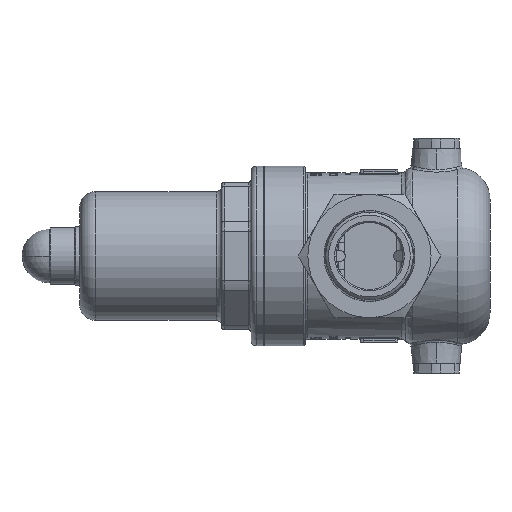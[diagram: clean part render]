
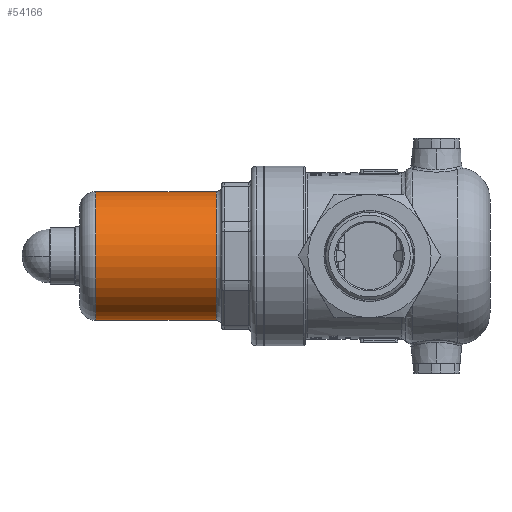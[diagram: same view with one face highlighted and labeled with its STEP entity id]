
A CAD part, left-side view. The second image highlights one B-rep face of the part: STEP entity #54166.
In plain terms, the highlighted cylindrical face has radius 24 mm (diameter 48 mm), a partial arc.
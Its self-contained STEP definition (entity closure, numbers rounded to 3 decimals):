
#2629 = CARTESIAN_POINT ( 'NONE',  ( 0., 102.2, -24. ) ) ;
#5164 = FACE_OUTER_BOUND ( 'NONE', #13937, .T. ) ;
#5250 = CYLINDRICAL_SURFACE ( 'NONE', #17178, 24. ) ;
#5253 = CARTESIAN_POINT ( 'NONE',  ( 0., 143.157, 0. ) ) ;
#5279 = DIRECTION ( 'NONE',  ( 0., 1., 0. ) ) ;
#5280 = DIRECTION ( 'NONE',  ( 0., 0., 1. ) ) ;
#6450 = CARTESIAN_POINT ( 'NONE',  ( 0., 57.2, -24. ) ) ;
#6473 = CARTESIAN_POINT ( 'NONE',  ( 0., 102.2, 24. ) ) ;
#6494 = CARTESIAN_POINT ( 'NONE',  ( 0., 57.2, 24. ) ) ;
#9879 = EDGE_CURVE ( 'NONE', #51674, #25009, #15464, .T. ) ;
#13937 = EDGE_LOOP ( 'NONE', ( #44156, #44794, #44160, #43525 ) ) ;
#15464 = CIRCLE ( 'NONE', #15933, 24. ) ;
#15933 = AXIS2_PLACEMENT_3D ( 'NONE', #52432, #52433, #52434 ) ;
#17096 = AXIS2_PLACEMENT_3D ( 'NONE', #25918, #25919, #25920 ) ;
#17135 = CIRCLE ( 'NONE', #17096, 24. ) ;
#17178 = AXIS2_PLACEMENT_3D ( 'NONE', #5253, #5279, #5280 ) ;
#17359 = VECTOR ( 'NONE', #48891, 1000. ) ;
#17422 = VECTOR ( 'NONE', #34380, 1000. ) ;
#24911 = VERTEX_POINT ( 'NONE', #6450 ) ;
#25009 = VERTEX_POINT ( 'NONE', #6473 ) ;
#25117 = VERTEX_POINT ( 'NONE', #6494 ) ;
#25918 = CARTESIAN_POINT ( 'NONE',  ( 0., 57.2, 0. ) ) ;
#25919 = DIRECTION ( 'NONE',  ( 0., 1., 0. ) ) ;
#25920 = DIRECTION ( 'NONE',  ( 0., 0., 1. ) ) ;
#34378 = LINE ( 'NONE', #34379, #17422 ) ;
#34379 = CARTESIAN_POINT ( 'NONE',  ( 0., 143.157, -24. ) ) ;
#34380 = DIRECTION ( 'NONE',  ( 0., 1., 0. ) ) ;
#43525 = ORIENTED_EDGE ( 'NONE', *, *, #9879, .F. ) ;
#44156 = ORIENTED_EDGE ( 'NONE', *, *, #54309, .F. ) ;
#44160 = ORIENTED_EDGE ( 'NONE', *, *, #54329, .T. ) ;
#44794 = ORIENTED_EDGE ( 'NONE', *, *, #54135, .T. ) ;
#48888 = LINE ( 'NONE', #48889, #17359 ) ;
#48889 = CARTESIAN_POINT ( 'NONE',  ( 0., 143.157, 24. ) ) ;
#48891 = DIRECTION ( 'NONE',  ( 0., 1., 0. ) ) ;
#51674 = VERTEX_POINT ( 'NONE', #2629 ) ;
#52432 = CARTESIAN_POINT ( 'NONE',  ( 0., 102.2, 0. ) ) ;
#52433 = DIRECTION ( 'NONE',  ( 0., 1., 0. ) ) ;
#52434 = DIRECTION ( 'NONE',  ( 0., 0., 1. ) ) ;
#54135 = EDGE_CURVE ( 'NONE', #24911, #25117, #17135, .T. ) ;
#54166 = ADVANCED_FACE ( 'NONE', ( #5164 ), #5250, .T. ) ;
#54309 = EDGE_CURVE ( 'NONE', #24911, #51674, #34378, .T. ) ;
#54329 = EDGE_CURVE ( 'NONE', #25117, #25009, #48888, .T. ) ;
